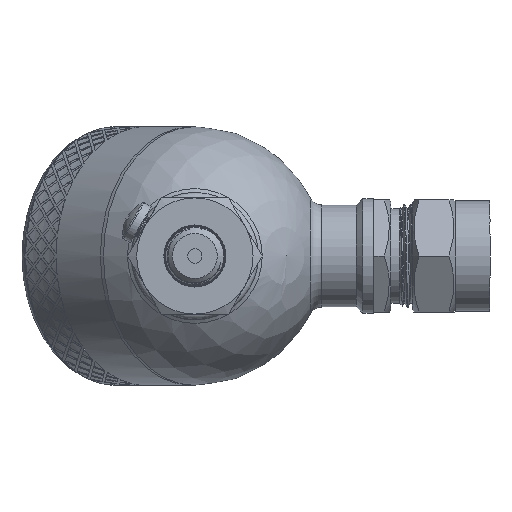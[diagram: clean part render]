
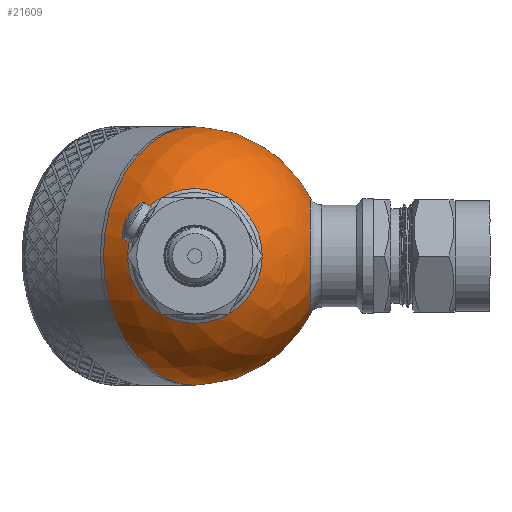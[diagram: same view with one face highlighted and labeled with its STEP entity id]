
A CAD part, left-side view. The second image highlights one B-rep face of the part: STEP entity #21609.
In plain terms, the highlighted spherical face has radius 30 mm.
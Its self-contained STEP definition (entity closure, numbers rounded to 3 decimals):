
#39=SPHERICAL_SURFACE('',#22883,30.);
#100=FACE_BOUND('',#3511,.T.);
#101=FACE_BOUND('',#3512,.T.);
#2077=FACE_OUTER_BOUND('',#3510,.T.);
#3510=EDGE_LOOP('',(#16267,#16268,#16269,#16270));
#3511=EDGE_LOOP('',(#16271));
#3512=EDGE_LOOP('',(#16272));
#4828=CIRCLE('',#22880,15.643);
#4831=CIRCLE('',#22884,30.);
#4832=CIRCLE('',#22885,30.);
#4833=CIRCLE('',#22886,30.);
#4834=CIRCLE('',#22887,13.5);
#9266=VERTEX_POINT('',#37230);
#9268=VERTEX_POINT('',#37236);
#9269=VERTEX_POINT('',#37237);
#9270=VERTEX_POINT('',#37239);
#9271=VERTEX_POINT('',#37242);
#11874=EDGE_CURVE('',#9266,#9266,#4828,.T.);
#11877=EDGE_CURVE('',#9268,#9269,#4831,.T.);
#11878=EDGE_CURVE('',#9268,#9270,#4832,.T.);
#11879=EDGE_CURVE('',#9269,#9268,#4833,.T.);
#11880=EDGE_CURVE('',#9271,#9271,#4834,.T.);
#16267=ORIENTED_EDGE('',*,*,#11877,.F.);
#16268=ORIENTED_EDGE('',*,*,#11878,.T.);
#16269=ORIENTED_EDGE('',*,*,#11878,.F.);
#16270=ORIENTED_EDGE('',*,*,#11879,.F.);
#16271=ORIENTED_EDGE('',*,*,#11874,.F.);
#16272=ORIENTED_EDGE('',*,*,#11880,.F.);
#21609=ADVANCED_FACE('',(#2077,#100,#101),#39,.T.);
#22880=AXIS2_PLACEMENT_3D('',#37231,#24196,#24197);
#22883=AXIS2_PLACEMENT_3D('',#37235,#24202,#24203);
#22884=AXIS2_PLACEMENT_3D('',#37238,#24204,#24205);
#22885=AXIS2_PLACEMENT_3D('',#37240,#24206,#24207);
#22886=AXIS2_PLACEMENT_3D('',#37241,#24208,#24209);
#22887=AXIS2_PLACEMENT_3D('',#37243,#24210,#24211);
#24196=DIRECTION('center_axis',(-0.707,0.,0.707));
#24197=DIRECTION('ref_axis',(0.707,0.,0.707));
#24202=DIRECTION('center_axis',(1.,0.,0.));
#24203=DIRECTION('ref_axis',(0.,-1.,0.));
#24204=DIRECTION('center_axis',(1.,0.,0.));
#24205=DIRECTION('ref_axis',(0.,1.,0.));
#24206=DIRECTION('center_axis',(0.,0.,1.));
#24207=DIRECTION('ref_axis',(0.,1.,0.));
#24208=DIRECTION('center_axis',(1.,0.,0.));
#24209=DIRECTION('ref_axis',(0.,1.,0.));
#24210=DIRECTION('center_axis',(-0.707,0.,-0.707));
#24211=DIRECTION('ref_axis',(-0.707,0.,0.707));
#37230=CARTESIAN_POINT('',(-29.162,0.,7.04));
#37231=CARTESIAN_POINT('Origin',(-18.101,0.,18.101));
#37235=CARTESIAN_POINT('Origin',(0.,0.,0.));
#37236=CARTESIAN_POINT('',(0.,30.,0.));
#37237=CARTESIAN_POINT('',(0.,-30.,0.));
#37238=CARTESIAN_POINT('Origin',(0.,0.,0.));
#37239=CARTESIAN_POINT('',(-30.,0.,0.));
#37240=CARTESIAN_POINT('Origin',(0.,0.,0.));
#37241=CARTESIAN_POINT('Origin',(0.,0.,0.));
#37242=CARTESIAN_POINT('',(-9.398,0.,-28.49));
#37243=CARTESIAN_POINT('Origin',(-18.944,0.,-18.944));
